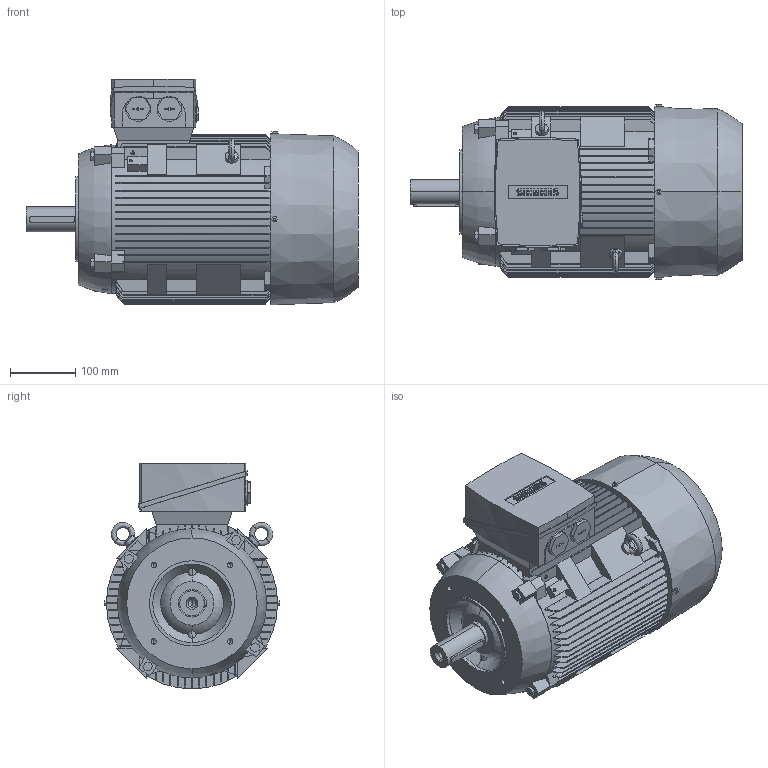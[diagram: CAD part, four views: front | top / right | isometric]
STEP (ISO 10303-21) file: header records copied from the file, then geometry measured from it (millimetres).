
FILE_DESCRIPTION(('STEP AP214'),'1');
FILE_NAME('cctmp_CAD22190-0CF2-44F6-BC00-29ABCD5D210D_2023_06_26_15_32_14_0416..stp','2023-06-26T13:32:15',('SIEMENS A&D'),('CADClick - www.CADClick.com'),'Spatial InterOp 3D',' ','unknown authorization');
FILE_SCHEMA(('AUTOMOTIVE_DESIGN'));
Length unit declared in the file: millimetre
Products named in the file (1): 1
Bounding box: 508 x 269 x 345.5 mm (x, y, z)
Volume: 21063343.7 mm3; surface area: 906039.8 mm2
Topology: 7 solids, 7 shells, 940 faces, 2558 edges, 1676 vertices
Faces by surface type: plane 562, cylinder 220, torus 126, cone 28, sphere 4
Entity records: 44027 total; most frequent: CARTESIAN_POINT 13182, ORIENTED_EDGE 5096, DIRECTION 4489, EDGE_CURVE 2548, VERTEX_POINT 1676, LINE 1531, VECTOR 1531, AXIS2_PLACEMENT_3D 1479
